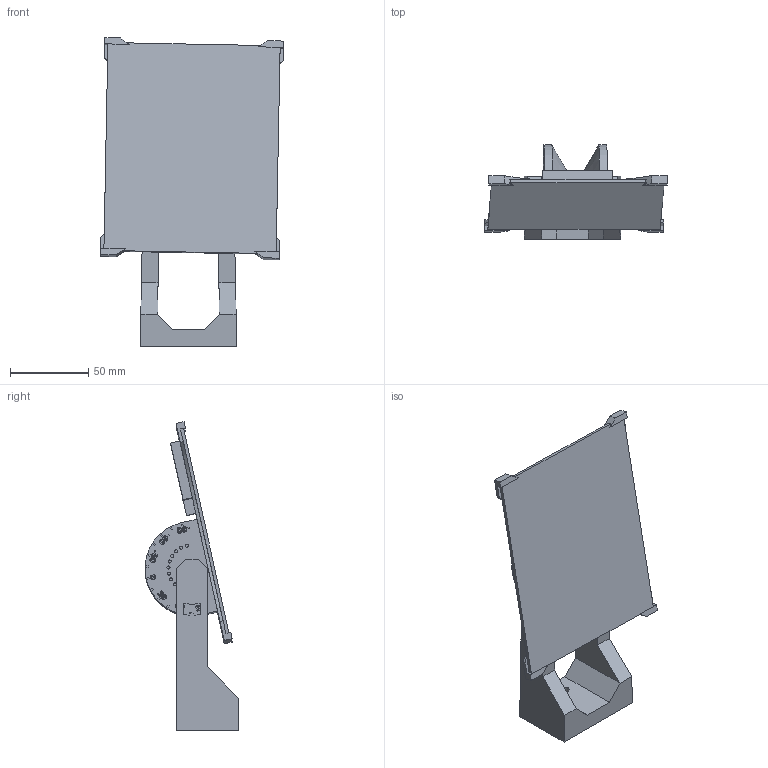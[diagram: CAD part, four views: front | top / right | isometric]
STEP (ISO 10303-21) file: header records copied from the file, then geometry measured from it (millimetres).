
FILE_DESCRIPTION(/* description */ (''),/* implementation_level */ '2;1');
FILE_NAME(/* name */ 'LearningKitSolar.stp',/* time_stamp */ '2025-04-04T15:35:47+02:00',/* author */ ('Maximilian Hock'),/* organization */ (''),/* preprocessor_version */ 'ST-DEVELOPER v20',/* originating_system */ 'Autodesk Inventor 2024',/* authorisation */ '');
FILE_SCHEMA (('AUTOMOTIVE_DESIGN { 1 0 10303 214 3 1 1 }'));
Length unit declared in the file: millimetre
Products named in the file (5): LearningKitSolarAlt; SolarCradleAlt; SolarFootAlt; SolarScaleAlt; SolarPanel
Assembly tree (4 placements, depth 2):
  LearningKitSolarAlt
    SolarCradleAlt
    SolarFootAlt
    SolarScaleAlt
    SolarPanel
Bounding box: 116.69 x 59.97 x 197.19 mm (x, y, z)
Volume: 177572.6 mm3; surface area: 87847 mm2
Topology: 4 solids, 4 shells, 1255 faces, 3299 edges, 2194 vertices
Faces by surface type: bspline 632, plane 570, cylinder 47, cone 6
Full cylindrical faces by diameter (mm): 2 x26, 5 x2, 11.7 x2
Entity records: 44149 total; most frequent: CARTESIAN_POINT 17166, ORIENTED_EDGE 6590, DIRECTION 3395, EDGE_CURVE 3295, VERTEX_POINT 2194, LINE 1909, VECTOR 1909, EDGE_LOOP 1417
